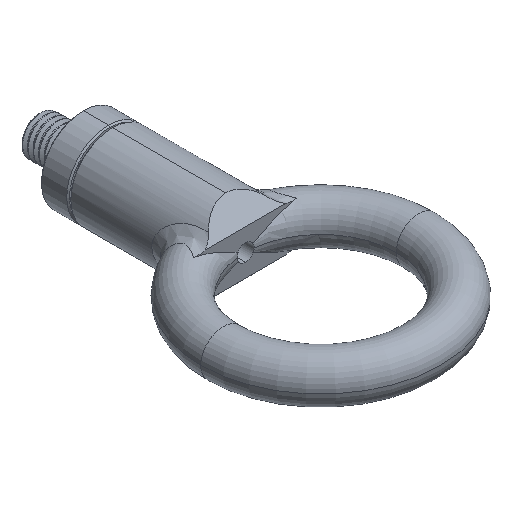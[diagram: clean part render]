
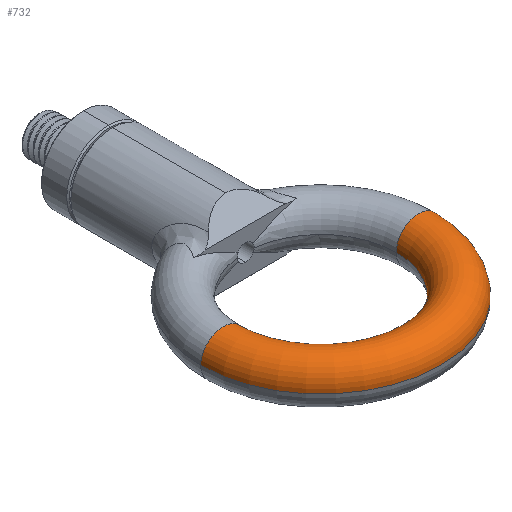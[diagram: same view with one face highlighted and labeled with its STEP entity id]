
A CAD part, isometric view. The second image highlights one B-rep face of the part: STEP entity #732.
In plain terms, the highlighted toroidal (fillet/blend) face has major radius 17.5 mm and minor radius 4 mm.
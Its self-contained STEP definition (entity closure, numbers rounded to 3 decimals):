
#45 = CARTESIAN_POINT ( 'NONE',  ( 0., -13.5, 0. ) ) ;
#50 = VERTEX_POINT ( 'NONE', #1499 ) ;
#89 = DIRECTION ( 'NONE',  ( 0., 0., -1. ) ) ;
#138 = CARTESIAN_POINT ( 'NONE',  ( -17.5, -13.5, 0. ) ) ;
#181 = CIRCLE ( 'NONE', #688, 21.5 ) ;
#209 = ORIENTED_EDGE ( 'NONE', *, *, #2095, .T. ) ;
#418 = VERTEX_POINT ( 'NONE', #4322 ) ;
#428 = DIRECTION ( 'NONE',  ( 0., -1., 0. ) ) ;
#650 = EDGE_LOOP ( 'NONE', ( #2982, #4095, #209, #4206 ) ) ;
#688 = AXIS2_PLACEMENT_3D ( 'NONE', #1534, #3593, #2236 ) ;
#732 = ADVANCED_FACE ( 'NONE', ( #1074 ), #1332, .T. ) ;
#867 = DIRECTION ( 'NONE',  ( 0., 1., 0. ) ) ;
#921 = EDGE_CURVE ( 'NONE', #50, #418, #4043, .T. ) ;
#989 = DIRECTION ( 'NONE',  ( 1., 0., 0. ) ) ;
#1074 = FACE_OUTER_BOUND ( 'NONE', #650, .T. ) ;
#1332 = TOROIDAL_SURFACE ( 'NONE', #1628, 17.5, 4. ) ;
#1399 = EDGE_CURVE ( 'NONE', #418, #4302, #2726, .T. ) ;
#1499 = CARTESIAN_POINT ( 'NONE',  ( -21.5, -13.5, 0. ) ) ;
#1534 = CARTESIAN_POINT ( 'NONE',  ( 0., -13.5, 0. ) ) ;
#1628 = AXIS2_PLACEMENT_3D ( 'NONE', #45, #3156, #3135 ) ;
#2095 = EDGE_CURVE ( 'NONE', #3585, #4302, #3681, .T. ) ;
#2236 = DIRECTION ( 'NONE',  ( 1., 0., 0. ) ) ;
#2282 = AXIS2_PLACEMENT_3D ( 'NONE', #138, #867, #2928 ) ;
#2449 = CARTESIAN_POINT ( 'NONE',  ( 17.5, -13.5, 0. ) ) ;
#2726 = CIRCLE ( 'NONE', #3086, 13.5 ) ;
#2928 = DIRECTION ( 'NONE',  ( -1., 0., 0. ) ) ;
#2982 = ORIENTED_EDGE ( 'NONE', *, *, #921, .F. ) ;
#3047 = CARTESIAN_POINT ( 'NONE',  ( 0., -13.5, 0. ) ) ;
#3086 = AXIS2_PLACEMENT_3D ( 'NONE', #3047, #4483, #989 ) ;
#3135 = DIRECTION ( 'NONE',  ( 1., 0., 0. ) ) ;
#3156 = DIRECTION ( 'NONE',  ( 0., 0., 1. ) ) ;
#3585 = VERTEX_POINT ( 'NONE', #4361 ) ;
#3593 = DIRECTION ( 'NONE',  ( 0., 0., 1. ) ) ;
#3681 = CIRCLE ( 'NONE', #3897, 4. ) ;
#3800 = CARTESIAN_POINT ( 'NONE',  ( 13.5, -13.5, 0. ) ) ;
#3897 = AXIS2_PLACEMENT_3D ( 'NONE', #2449, #428, #89 ) ;
#4043 = CIRCLE ( 'NONE', #2282, 4. ) ;
#4095 = ORIENTED_EDGE ( 'NONE', *, *, #4442, .T. ) ;
#4206 = ORIENTED_EDGE ( 'NONE', *, *, #1399, .F. ) ;
#4302 = VERTEX_POINT ( 'NONE', #3800 ) ;
#4322 = CARTESIAN_POINT ( 'NONE',  ( -13.5, -13.5, 0. ) ) ;
#4361 = CARTESIAN_POINT ( 'NONE',  ( 21.5, -13.5, 0. ) ) ;
#4442 = EDGE_CURVE ( 'NONE', #50, #3585, #181, .T. ) ;
#4483 = DIRECTION ( 'NONE',  ( 0., 0., 1. ) ) ;
